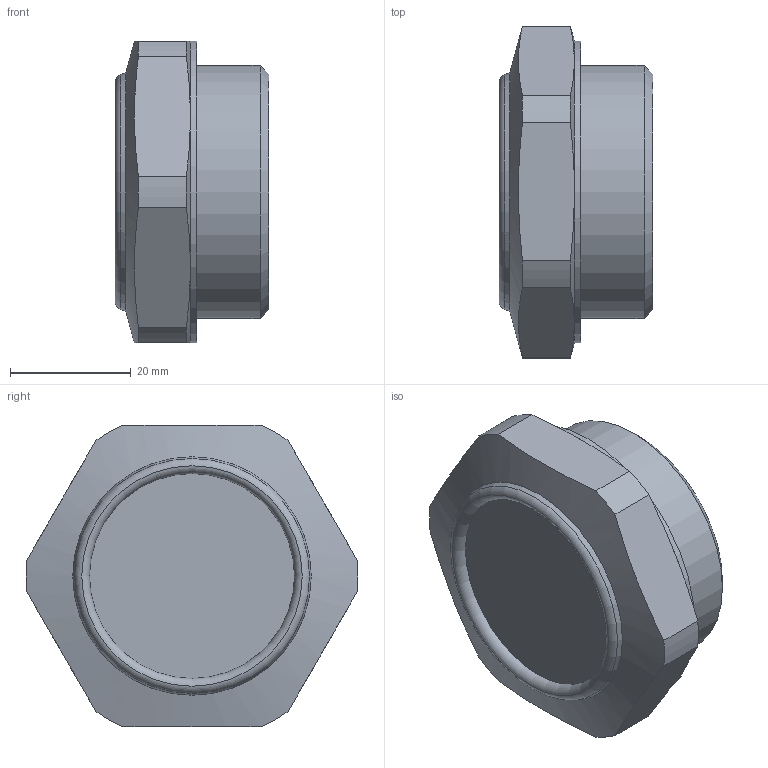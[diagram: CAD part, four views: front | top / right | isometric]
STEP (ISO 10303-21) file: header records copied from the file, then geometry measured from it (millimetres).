
FILE_DESCRIPTION( ( 'STEP AP214' ), '1' );
FILE_NAME( 'K0448.52114.stp', '2020-12-08T08:57:54', ( '' ), ( '' ), ' ', 'PARTsolutions', ' ' );
FILE_SCHEMA( ( 'AUTOMOTIVE_DESIGN { 1 0 10303 214 1 1 1 1 }' ) );
Length unit declared in the file: millimetre
Products named in the file (1): _K0448.52114
Bounding box: 25.5 x 54.97 x 50 mm (x, y, z)
Volume: 26009.6 mm3; surface area: 9497.7 mm2
Topology: 1 solids, 1 shells, 36 faces, 85 edges, 53 vertices
Faces by surface type: plane 13, cylinder 11, cone 10, torus 2
Full cylindrical faces by diameter (mm): 41.91 x1, 50 x1
Entity records: 1366 total; most frequent: CARTESIAN_POINT 291, DIRECTION 164, ORIENTED_EDGE 150, AXIS2_PLACEMENT_3D 76, EDGE_CURVE 75, VERTEX_POINT 51, EDGE_LOOP 46, FACE_OUTER_BOUND 40
